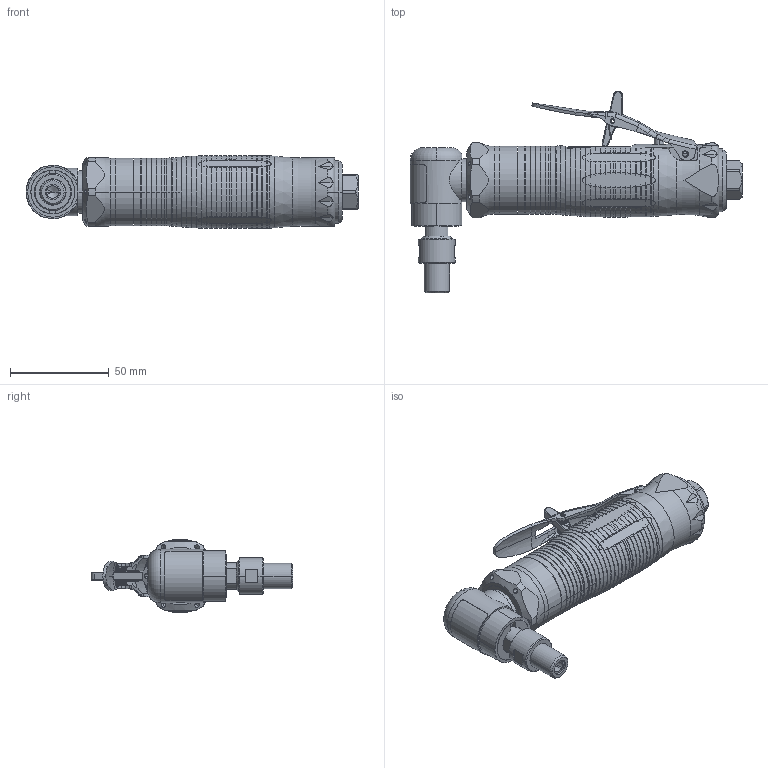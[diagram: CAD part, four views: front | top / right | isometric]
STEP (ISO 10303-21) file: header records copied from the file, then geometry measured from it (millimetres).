
FILE_DESCRIPTION((''),'2;1');
FILE_NAME('12LF200-36_SW0001','2022-02-28T07:52:01',('QC717'),(''),'CREO PARAMETRIC BY PTC INC, 2020354','CREO PARAMETRIC BY PTC INC, 2020354','');
FILE_SCHEMA(('CONFIG_CONTROL_DESIGN'));
Length unit declared in the file: millimetre
Products named in the file (1): 12LF200-36_SW0001
Bounding box: 167.88 x 101.99 x 36.53 mm (x, y, z)
Surface area: 68324.9 mm2 (no closed solid volume)
Topology: 0 solids, 70 shells, 1133 faces, 3356 edges, 2196 vertices
Faces by surface type: plane 303, cylinder 286, bspline 265, torus 144, cone 96, sphere 36, extrusion 2, revolution 1
Entity records: 60497 total; most frequent: CARTESIAN_POINT 33292, ORIENTED_EDGE 5934, DIRECTION 4918, EDGE_CURVE 3286, VERTEX_POINT 2196, AXIS2_PLACEMENT_3D 1998, EDGE_LOOP 1248, B_SPLINE_CURVE_WITH_KNOTS 1237
